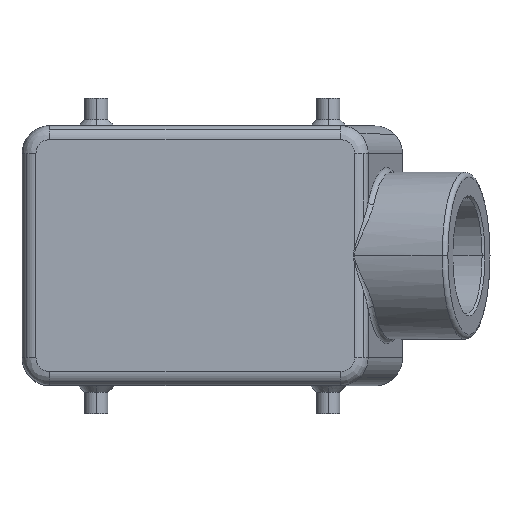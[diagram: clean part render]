
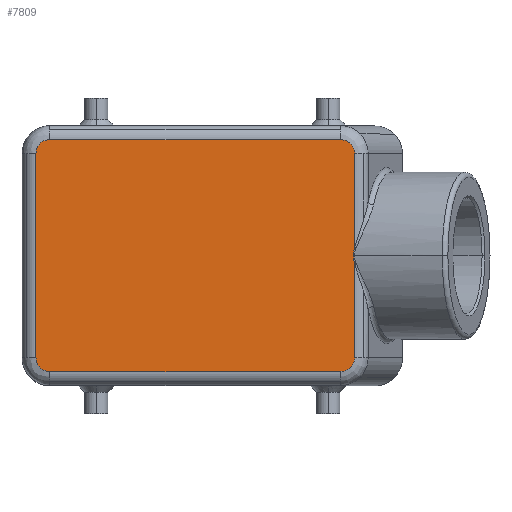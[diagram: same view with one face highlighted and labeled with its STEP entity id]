
A CAD part, top view. The second image highlights one B-rep face of the part: STEP entity #7809.
In plain terms, the highlighted planar face has unit normal (0, 0, 1).
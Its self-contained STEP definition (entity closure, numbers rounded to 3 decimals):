
#4260=CARTESIAN_POINT('',(27.603,-25.0,56.));
#4261=VERTEX_POINT('',#4260);
#4269=CARTESIAN_POINT('',(-35.,-25.,56.));
#4270=VERTEX_POINT('',#4269);
#4271=CARTESIAN_POINT('',(27.603,-25.0,56.));
#4272=DIRECTION('',(-1.0,0.0,0.0));
#4273=VECTOR('',#4272,62.603);
#4274=LINE('',#4271,#4273);
#4275=EDGE_CURVE('',#4261,#4270,#4274,.T.);
#4302=CARTESIAN_POINT('',(-38.,-22.,56.));
#4303=VERTEX_POINT('',#4302);
#4311=CARTESIAN_POINT('',(-38.0,22.0,56.));
#4312=VERTEX_POINT('',#4311);
#4313=CARTESIAN_POINT('',(-38.,-22.,56.));
#4314=DIRECTION('',(0.0,1.0,0.0));
#4315=VECTOR('',#4314,44.0);
#4316=LINE('',#4313,#4315);
#4317=EDGE_CURVE('',#4303,#4312,#4316,.T.);
#4344=CARTESIAN_POINT('',(-35.,25.,56.));
#4345=VERTEX_POINT('',#4344);
#4353=CARTESIAN_POINT('',(27.603,25.,56.));
#4354=VERTEX_POINT('',#4353);
#4355=CARTESIAN_POINT('',(-35.,25.,56.));
#4356=DIRECTION('',(1.0,0.0,0.0));
#4357=VECTOR('',#4356,62.603);
#4358=LINE('',#4355,#4357);
#4359=EDGE_CURVE('',#4345,#4354,#4358,.T.);
#7112=CARTESIAN_POINT('',(30.716,1.678,56.));
#7113=VERTEX_POINT('',#7112);
#7189=CARTESIAN_POINT('',(30.716,-1.678,56.));
#7190=VERTEX_POINT('',#7189);
#7209=CARTESIAN_POINT('',(101.884,0.0,56.));
#7210=DIRECTION('',(0.0,0.0,1.0));
#7211=DIRECTION('',(-1.0,0.0,0.0));
#7212=AXIS2_PLACEMENT_3D('',#7209,#7210,#7211);
#7213=ELLIPSE('',#7212,71.448,19.0);
#7214=EDGE_CURVE('',#7113,#7190,#7213,.T.);
#7743=CARTESIAN_POINT('',(30.716,-22.,56.));
#7744=VERTEX_POINT('',#7743);
#7745=CARTESIAN_POINT('',(30.716,-1.678,56.));
#7746=DIRECTION('',(0.0,-1.0,0.0));
#7747=VECTOR('',#7746,20.322);
#7748=LINE('',#7745,#7747);
#7749=EDGE_CURVE('',#7190,#7744,#7748,.T.);
#7761=CARTESIAN_POINT('',(0.,0.,56.));
#7762=DIRECTION('',(0.0,0.0,1.0));
#7763=DIRECTION('',(1.0,0.0,0.0));
#7764=AXIS2_PLACEMENT_3D('',#7761,#7762,#7763);
#7765=PLANE('',#7764);
#7766=ORIENTED_EDGE('',*,*,#7214,.F.);
#7767=CARTESIAN_POINT('',(30.716,22.,56.));
#7768=VERTEX_POINT('',#7767);
#7769=CARTESIAN_POINT('',(30.716,22.,56.));
#7770=DIRECTION('',(0.0,-1.0,0.0));
#7771=VECTOR('',#7770,20.322);
#7772=LINE('',#7769,#7771);
#7773=EDGE_CURVE('',#7768,#7113,#7772,.T.);
#7774=ORIENTED_EDGE('',*,*,#7773,.F.);
#7775=CARTESIAN_POINT('',(27.603,22.,56.));
#7776=DIRECTION('',(0.0,0.0,-1.0));
#7777=DIRECTION('',(1.0,0.0,0.0));
#7778=AXIS2_PLACEMENT_3D('',#7775,#7776,#7777);
#7779=ELLIPSE('',#7778,3.112,3.0);
#7780=EDGE_CURVE('',#4354,#7768,#7779,.T.);
#7781=ORIENTED_EDGE('',*,*,#7780,.F.);
#7782=ORIENTED_EDGE('',*,*,#4359,.F.);
#7783=CARTESIAN_POINT('',(-35.,22.0,56.));
#7784=DIRECTION('',(0.0,0.0,-1.));
#7785=DIRECTION('',(-0.707,0.707,0.0));
#7786=AXIS2_PLACEMENT_3D('',#7783,#7784,#7785);
#7787=CIRCLE('',#7786,3.0);
#7788=EDGE_CURVE('',#4312,#4345,#7787,.T.);
#7789=ORIENTED_EDGE('',*,*,#7788,.F.);
#7790=ORIENTED_EDGE('',*,*,#4317,.F.);
#7791=CARTESIAN_POINT('',(-35.,-22.,56.));
#7792=DIRECTION('',(0.0,0.0,-1.));
#7793=DIRECTION('',(-0.707,-0.707,0.0));
#7794=AXIS2_PLACEMENT_3D('',#7791,#7792,#7793);
#7795=CIRCLE('',#7794,3.0);
#7796=EDGE_CURVE('',#4270,#4303,#7795,.T.);
#7797=ORIENTED_EDGE('',*,*,#7796,.F.);
#7798=ORIENTED_EDGE('',*,*,#4275,.F.);
#7799=CARTESIAN_POINT('',(27.603,-22.,56.));
#7800=DIRECTION('',(0.0,0.0,-1.0));
#7801=DIRECTION('',(1.0,0.0,0.0));
#7802=AXIS2_PLACEMENT_3D('',#7799,#7800,#7801);
#7803=ELLIPSE('',#7802,3.112,3.);
#7804=EDGE_CURVE('',#7744,#4261,#7803,.T.);
#7805=ORIENTED_EDGE('',*,*,#7804,.F.);
#7806=ORIENTED_EDGE('',*,*,#7749,.F.);
#7807=EDGE_LOOP('',(#7766,#7774,#7781,#7782,#7789,#7790,#7797,#7798,#7805,#7806));
#7808=FACE_OUTER_BOUND('',#7807,.T.);
#7809=ADVANCED_FACE('',(#7808),#7765,.T.);
